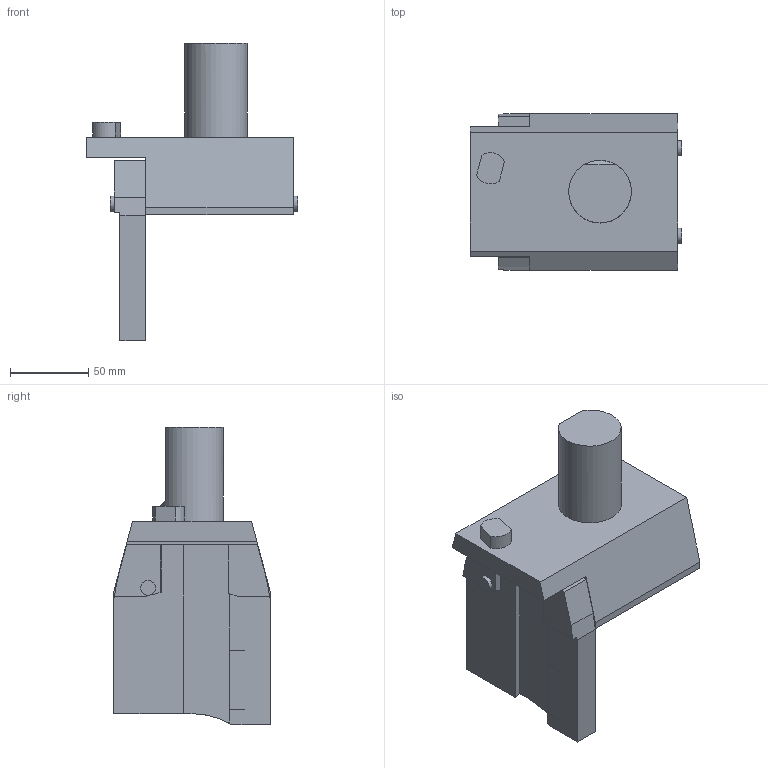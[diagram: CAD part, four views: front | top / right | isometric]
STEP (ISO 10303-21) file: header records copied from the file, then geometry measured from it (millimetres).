
FILE_DESCRIPTION(/* description */ (''),/* implementation_level */ '2;1');
FILE_NAME(/* name */ '1597064237246.stp',/* time_stamp */ '2020-08-10T14:57:24+02:00',/* author */ (''),/* organization */ ('SMS'),/* preprocessor_version */ 'ST-DEVELOPER v16.7',/* originating_system */ 'SIEMENS PLM Software NX 12.0',/* authorisation */ '');
FILE_SCHEMA (('AUTOMOTIVE_DESIGN { 1 0 10303 214 3 1 1 1 }'));
Length unit declared in the file: millimetre
Products named in the file (1): 200833821mod000_02
Bounding box: 135.25 x 100 x 190 mm (x, y, z)
Volume: 685835.8 mm3; surface area: 74534.1 mm2
Topology: 1 solids, 1 shells, 61 faces, 160 edges, 109 vertices
Faces by surface type: plane 52, cylinder 9
Full cylindrical faces by diameter (mm): 9.5 x3, 40 x1
Entity records: 1901 total; most frequent: CARTESIAN_POINT 328, ORIENTED_EDGE 310, DIRECTION 308, EDGE_CURVE 155, LINE 132, VECTOR 132, VERTEX_POINT 105, AXIS2_PLACEMENT_3D 88
